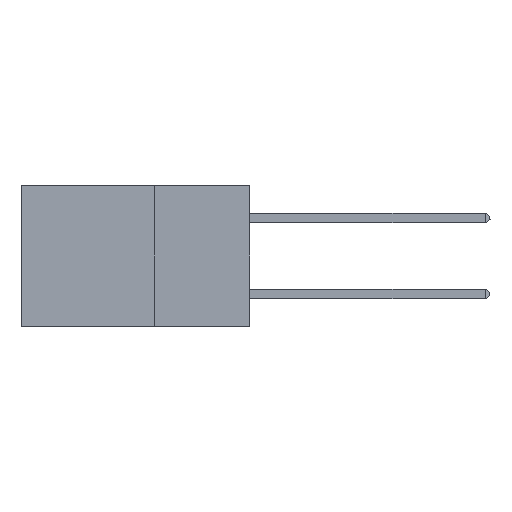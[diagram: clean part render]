
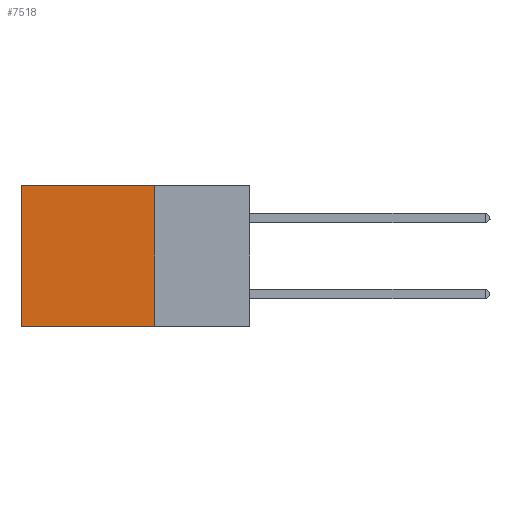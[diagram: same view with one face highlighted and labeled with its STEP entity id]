
A CAD part, left-side view. The second image highlights one B-rep face of the part: STEP entity #7518.
In plain terms, the highlighted planar face has unit normal (-1, 0, 0).
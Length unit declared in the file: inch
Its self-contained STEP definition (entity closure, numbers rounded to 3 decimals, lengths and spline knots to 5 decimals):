
#915 = AXIS2_PLACEMENT_3D ( 'NONE', #1379, #7780, #14186 ) ;
#1248 = CARTESIAN_POINT ( 'NONE',  ( 0.2875, 0.25, 0. ) ) ;
#1379 = CARTESIAN_POINT ( 'NONE',  ( 0.2875, 0.25, 0. ) ) ;
#1674 = PLANE ( 'NONE',  #915 ) ;
#2067 = EDGE_CURVE ( 'NONE', #19906, #6396, #2534, .T. ) ;
#2534 = LINE ( 'NONE', #7164, #18185 ) ;
#2635 = DIRECTION ( 'NONE',  ( 0., 1., 0. ) ) ;
#2687 = EDGE_CURVE ( 'NONE', #19421, #13288, #20148, .T. ) ;
#3261 = ORIENTED_EDGE ( 'NONE', *, *, #16035, .F. ) ;
#4001 = VECTOR ( 'NONE', #2635, 39.37008 ) ;
#4529 = CARTESIAN_POINT ( 'NONE',  ( 0.2875, 0.25, 0. ) ) ;
#4939 = LINE ( 'NONE', #4529, #11032 ) ;
#5143 = CARTESIAN_POINT ( 'NONE',  ( 0.2875, 0.6, 0. ) ) ;
#5726 = LINE ( 'NONE', #18527, #4001 ) ;
#6396 = VERTEX_POINT ( 'NONE', #11974 ) ;
#7164 = CARTESIAN_POINT ( 'NONE',  ( 0.2875, 0.6, 0. ) ) ;
#7518 = ADVANCED_FACE ( 'NONE', ( #15545 ), #1674, .F. ) ;
#7653 = DIRECTION ( 'NONE',  ( 0., 0., -1. ) ) ;
#7780 = DIRECTION ( 'NONE',  ( 1., 0., 0. ) ) ;
#8027 = DIRECTION ( 'NONE',  ( 0., 1., 0. ) ) ;
#8102 = ORIENTED_EDGE ( 'NONE', *, *, #2067, .T. ) ;
#8199 = ORIENTED_EDGE ( 'NONE', *, *, #2687, .F. ) ;
#8816 = DIRECTION ( 'NONE',  ( 0., 0., -1. ) ) ;
#11032 = VECTOR ( 'NONE', #8027, 39.37008 ) ;
#11974 = CARTESIAN_POINT ( 'NONE',  ( 0.2875, 0.6, -0.37 ) ) ;
#11988 = VECTOR ( 'NONE', #7653, 39.37008 ) ;
#12635 = ORIENTED_EDGE ( 'NONE', *, *, #19739, .T. ) ;
#13288 = VERTEX_POINT ( 'NONE', #17980 ) ;
#14186 = DIRECTION ( 'NONE',  ( 0., 0., -1. ) ) ;
#15545 = FACE_OUTER_BOUND ( 'NONE', #19447, .T. ) ;
#16035 = EDGE_CURVE ( 'NONE', #13288, #6396, #5726, .T. ) ;
#16123 = CARTESIAN_POINT ( 'NONE',  ( 0.2875, 0.25, 0. ) ) ;
#17980 = CARTESIAN_POINT ( 'NONE',  ( 0.2875, 0.25, -0.37 ) ) ;
#18185 = VECTOR ( 'NONE', #8816, 39.37008 ) ;
#18527 = CARTESIAN_POINT ( 'NONE',  ( 0.2875, 0.25, -0.37 ) ) ;
#19421 = VERTEX_POINT ( 'NONE', #16123 ) ;
#19447 = EDGE_LOOP ( 'NONE', ( #8102, #3261, #8199, #12635 ) ) ;
#19739 = EDGE_CURVE ( 'NONE', #19421, #19906, #4939, .T. ) ;
#19906 = VERTEX_POINT ( 'NONE', #5143 ) ;
#20148 = LINE ( 'NONE', #1248, #11988 ) ;
